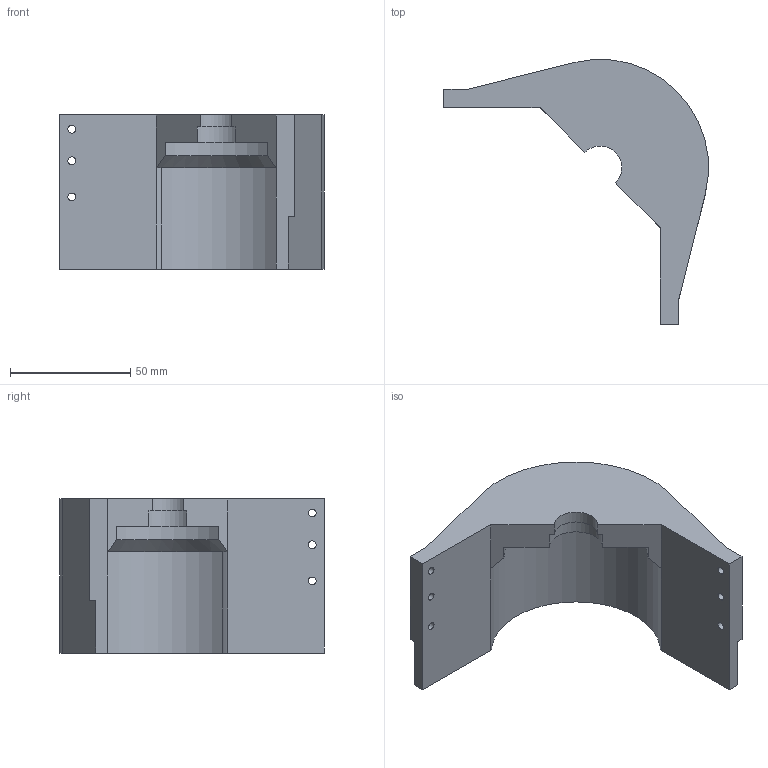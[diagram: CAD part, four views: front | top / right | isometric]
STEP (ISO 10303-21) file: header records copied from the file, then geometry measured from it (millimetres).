
FILE_DESCRIPTION(/* description */ (''),/* implementation_level */ '2;1');
FILE_NAME(/* name */ 'Corner Shield.step',/* time_stamp */ '2025-06-02T09:53:17-04:00',/* author */ (''),/* organization */ (''),/* preprocessor_version */ 'ST-DEVELOPER v20.1',/* originating_system */ 'Autodesk Translation Framework v14.10.0.0',/* authorisation */ '');
FILE_SCHEMA (('AUTOMOTIVE_DESIGN { 1 0 10303 214 3 1 1 }'));
Length unit declared in the file: millimetre
Products named in the file (1): cornerconnector
Bounding box: 109.88 x 109.88 x 64.05 mm (x, y, z)
Volume: 152946.7 mm3; surface area: 33419.8 mm2
Topology: 1 solids, 1 shells, 32 faces, 95 edges, 65 vertices
Faces by surface type: plane 18, cylinder 13, cone 1
Full cylindrical faces by diameter (mm): 3.2 x6
Entity records: 1144 total; most frequent: CARTESIAN_POINT 193, ORIENTED_EDGE 190, DIRECTION 189, EDGE_CURVE 95, LINE 67, VECTOR 67, VERTEX_POINT 65, AXIS2_PLACEMENT_3D 61
